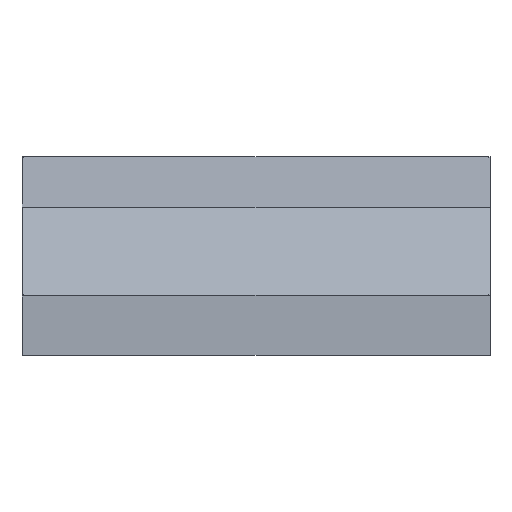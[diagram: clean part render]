
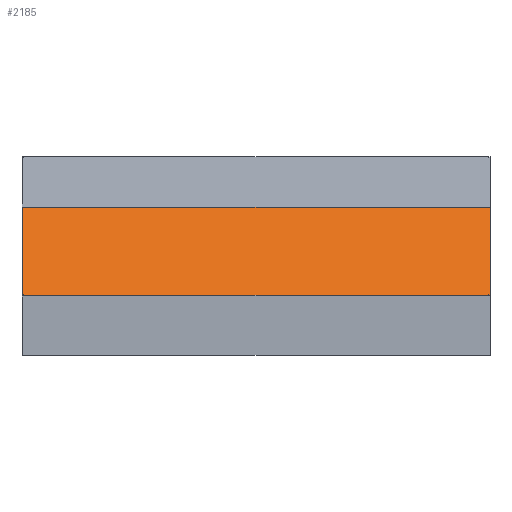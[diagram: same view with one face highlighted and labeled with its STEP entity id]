
A CAD part, top view. The second image highlights one B-rep face of the part: STEP entity #2185.
In plain terms, the highlighted planar face has unit normal (0, 0.5, 0.866).
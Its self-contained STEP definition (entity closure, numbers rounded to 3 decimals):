
#60=FACE_OUTER_BOUND('',#165,.T.);
#165=EDGE_LOOP('',(#1488,#1489,#1490,#1491,#1492,#1493,#1494,#1495,#1496,
#1497,#1498,#1499));
#278=B_SPLINE_CURVE_WITH_KNOTS('',3,(#3366,#3367,#3368,#3369,#3370,#3371,
#3372,#3373,#3374,#3375),.UNSPECIFIED.,.F.,.F.,(4,2,2,2,4),(-1.204,
-1.182,-1.125,-1.025,-1.024),
 .UNSPECIFIED.);
#285=B_SPLINE_CURVE_WITH_KNOTS('',3,(#3472,#3473,#3474,#3475,#3476,#3477,
#3478,#3479),.UNSPECIFIED.,.F.,.F.,(4,2,2,4),(0.065,0.111,
0.166,0.23),.UNSPECIFIED.);
#286=B_SPLINE_CURVE_WITH_KNOTS('',3,(#3484,#3485,#3486,#3487,#3488,#3489,
#3490,#3491,#3492,#3493),.UNSPECIFIED.,.F.,.F.,(4,2,2,2,4),(-1.232,
-1.225,-1.173,-1.112,-1.059),
 .UNSPECIFIED.);
#287=B_SPLINE_CURVE_WITH_KNOTS('',3,(#3497,#3498,#3499,#3500,#3501,#3502,
#3503,#3504,#3505,#3506),.UNSPECIFIED.,.F.,.F.,(4,2,2,2,4),(-1.508,
-1.492,-1.398,-1.343,-1.327),
 .UNSPECIFIED.);
#370=LINE('',#3059,#596);
#394=LINE('',#3227,#620);
#431=LINE('',#3470,#657);
#432=LINE('',#3480,#658);
#433=LINE('',#3482,#659);
#434=LINE('',#3495,#660);
#435=LINE('',#3507,#661);
#436=LINE('',#3508,#662);
#596=VECTOR('',#2455,10.);
#620=VECTOR('',#2487,10.);
#657=VECTOR('',#2548,10.);
#658=VECTOR('',#2549,10.);
#659=VECTOR('',#2550,10.);
#660=VECTOR('',#2551,10.);
#661=VECTOR('',#2552,10.);
#662=VECTOR('',#2553,10.);
#829=VERTEX_POINT('',#3056);
#830=VERTEX_POINT('',#3058);
#861=VERTEX_POINT('',#3224);
#862=VERTEX_POINT('',#3226);
#890=VERTEX_POINT('',#3364);
#891=VERTEX_POINT('',#3365);
#906=VERTEX_POINT('',#3469);
#907=VERTEX_POINT('',#3471);
#908=VERTEX_POINT('',#3481);
#909=VERTEX_POINT('',#3483);
#910=VERTEX_POINT('',#3494);
#911=VERTEX_POINT('',#3496);
#1051=EDGE_CURVE('',#830,#829,#370,.T.);
#1087=EDGE_CURVE('',#861,#862,#394,.T.);
#1121=EDGE_CURVE('',#890,#891,#278,.T.);
#1142=EDGE_CURVE('',#906,#891,#431,.T.);
#1143=EDGE_CURVE('',#907,#906,#285,.T.);
#1144=EDGE_CURVE('',#907,#830,#432,.T.);
#1145=EDGE_CURVE('',#908,#829,#433,.T.);
#1146=EDGE_CURVE('',#908,#909,#286,.T.);
#1147=EDGE_CURVE('',#909,#910,#434,.T.);
#1148=EDGE_CURVE('',#910,#911,#287,.T.);
#1149=EDGE_CURVE('',#862,#911,#435,.T.);
#1150=EDGE_CURVE('',#890,#861,#436,.T.);
#1488=ORIENTED_EDGE('',*,*,#1121,.T.);
#1489=ORIENTED_EDGE('',*,*,#1142,.F.);
#1490=ORIENTED_EDGE('',*,*,#1143,.F.);
#1491=ORIENTED_EDGE('',*,*,#1144,.T.);
#1492=ORIENTED_EDGE('',*,*,#1051,.T.);
#1493=ORIENTED_EDGE('',*,*,#1145,.F.);
#1494=ORIENTED_EDGE('',*,*,#1146,.T.);
#1495=ORIENTED_EDGE('',*,*,#1147,.T.);
#1496=ORIENTED_EDGE('',*,*,#1148,.T.);
#1497=ORIENTED_EDGE('',*,*,#1149,.F.);
#1498=ORIENTED_EDGE('',*,*,#1087,.F.);
#1499=ORIENTED_EDGE('',*,*,#1150,.F.);
#1999=PLANE('',#2317);
#2185=ADVANCED_FACE('',(#60),#1999,.T.);
#2317=AXIS2_PLACEMENT_3D('',#3468,#2546,#2547);
#2455=DIRECTION('',(-1.,0.,0.));
#2487=DIRECTION('',(-1.,0.,0.));
#2546=DIRECTION('center_axis',(0.,0.5,
0.866));
#2547=DIRECTION('ref_axis',(1.,0.,0.));
#2548=DIRECTION('',(0.,-0.866,0.5));
#2549=DIRECTION('',(0.,0.866,-0.5));
#2550=DIRECTION('',(0.,0.866,-0.5));
#2551=DIRECTION('',(0.,-0.866,0.5));
#2552=DIRECTION('',(0.,0.866,-0.5));
#2553=DIRECTION('',(0.,-0.866,0.5));
#3056=CARTESIAN_POINT('',(2.,157.33,-53.018));
#3058=CARTESIAN_POINT('',(496.,157.33,-53.018));
#3059=CARTESIAN_POINT('',(249.,157.33,-53.018));
#3224=CARTESIAN_POINT('',(496.,63.768,1.));
#3226=CARTESIAN_POINT('',(2.,63.768,1.));
#3227=CARTESIAN_POINT('',(249.,63.768,1.));
#3364=CARTESIAN_POINT('',(496.,64.232,0.732));
#3365=CARTESIAN_POINT('',(498.,64.456,0.603));
#3366=CARTESIAN_POINT('Ctrl Pts',(496.,64.232,0.732));
#3367=CARTESIAN_POINT('Ctrl Pts',(496.083,64.244,0.725));
#3368=CARTESIAN_POINT('Ctrl Pts',(496.166,64.256,0.718));
#3369=CARTESIAN_POINT('Ctrl Pts',(496.469,64.298,0.694));
#3370=CARTESIAN_POINT('Ctrl Pts',(496.668,64.325,0.678));
#3371=CARTESIAN_POINT('Ctrl Pts',(497.258,64.396,0.638));
#3372=CARTESIAN_POINT('Ctrl Pts',(497.616,64.429,0.619));
#3373=CARTESIAN_POINT('Ctrl Pts',(497.99,64.456,0.603));
#3374=CARTESIAN_POINT('Ctrl Pts',(497.995,64.456,0.603));
#3375=CARTESIAN_POINT('Ctrl Pts',(498.,64.456,0.603));
#3468=CARTESIAN_POINT('Origin',(249.,157.192,-52.938));
#3469=CARTESIAN_POINT('',(498.,156.642,-52.621));
#3470=CARTESIAN_POINT('',(498.,133.871,-39.474));
#3471=CARTESIAN_POINT('',(496.,156.866,-52.75));
#3472=CARTESIAN_POINT('Ctrl Pts',(496.,156.866,-52.75));
#3473=CARTESIAN_POINT('Ctrl Pts',(496.17,156.841,-52.736));
#3474=CARTESIAN_POINT('Ctrl Pts',(496.368,156.813,-52.72));
#3475=CARTESIAN_POINT('Ctrl Pts',(496.783,156.758,-52.688));
#3476=CARTESIAN_POINT('Ctrl Pts',(496.998,156.732,-52.673));
#3477=CARTESIAN_POINT('Ctrl Pts',(497.485,156.682,-52.644));
#3478=CARTESIAN_POINT('Ctrl Pts',(497.742,156.66,-52.631));
#3479=CARTESIAN_POINT('Ctrl Pts',(498.,156.642,-52.621));
#3480=CARTESIAN_POINT('',(496.,86.784,-12.288));
#3481=CARTESIAN_POINT('',(2.,156.866,-52.75));
#3482=CARTESIAN_POINT('',(2.,211.206,-84.123));
#3483=CARTESIAN_POINT('',(0.,156.642,-52.621));
#3484=CARTESIAN_POINT('Ctrl Pts',(2.,156.866,-52.75));
#3485=CARTESIAN_POINT('Ctrl Pts',(1.975,156.862,-52.748));
#3486=CARTESIAN_POINT('Ctrl Pts',(1.95,156.858,-52.746));
#3487=CARTESIAN_POINT('Ctrl Pts',(1.708,156.824,-52.726));
#3488=CARTESIAN_POINT('Ctrl Pts',(1.527,156.799,-52.711));
#3489=CARTESIAN_POINT('Ctrl Pts',(1.083,156.742,-52.678));
#3490=CARTESIAN_POINT('Ctrl Pts',(0.856,156.716,-52.664));
#3491=CARTESIAN_POINT('Ctrl Pts',(0.411,156.673,-52.639));
#3492=CARTESIAN_POINT('Ctrl Pts',(0.205,156.656,-52.629));
#3493=CARTESIAN_POINT('Ctrl Pts',(0.,156.642,
-52.621));
#3494=CARTESIAN_POINT('',(0.,64.456,0.603));
#3495=CARTESIAN_POINT('',(0.,133.871,-39.474));
#3496=CARTESIAN_POINT('',(2.,64.232,0.732));
#3497=CARTESIAN_POINT('Ctrl Pts',(0.,64.456,
0.603));
#3498=CARTESIAN_POINT('Ctrl Pts',(0.059,64.452,0.605));
#3499=CARTESIAN_POINT('Ctrl Pts',(0.118,64.448,0.608));
#3500=CARTESIAN_POINT('Ctrl Pts',(0.523,64.416,0.626));
#3501=CARTESIAN_POINT('Ctrl Pts',(0.856,64.383,0.645));
#3502=CARTESIAN_POINT('Ctrl Pts',(1.414,64.314,0.685));
#3503=CARTESIAN_POINT('Ctrl Pts',(1.603,64.288,0.7));
#3504=CARTESIAN_POINT('Ctrl Pts',(1.876,64.25,0.722));
#3505=CARTESIAN_POINT('Ctrl Pts',(1.938,64.241,0.727));
#3506=CARTESIAN_POINT('Ctrl Pts',(2.,64.232,0.732));
#3507=CARTESIAN_POINT('',(2.,211.206,-84.123));
#3508=CARTESIAN_POINT('',(496.,86.784,-12.288));
